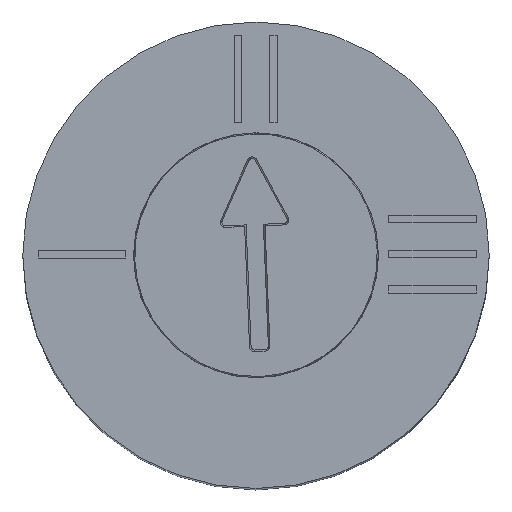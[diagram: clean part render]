
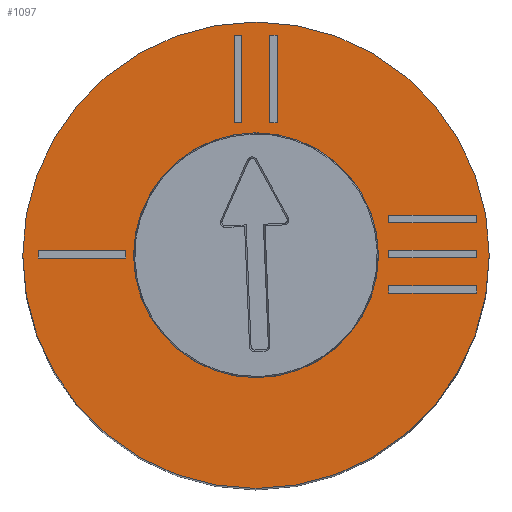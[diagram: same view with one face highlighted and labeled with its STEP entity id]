
A CAD part, top view. The second image highlights one B-rep face of the part: STEP entity #1097.
In plain terms, the highlighted planar face has unit normal (0, 0, 1).
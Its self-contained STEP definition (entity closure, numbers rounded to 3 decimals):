
#30=FACE_BOUND('',#205,.T.);
#31=FACE_BOUND('',#206,.T.);
#32=FACE_BOUND('',#207,.T.);
#33=FACE_BOUND('',#208,.T.);
#34=FACE_BOUND('',#209,.T.);
#35=FACE_BOUND('',#210,.T.);
#36=FACE_BOUND('',#211,.T.);
#56=CIRCLE('',#1225,4.2);
#62=CIRCLE('',#1235,8.);
#138=FACE_OUTER_BOUND('',#204,.T.);
#204=EDGE_LOOP('',(#884));
#205=EDGE_LOOP('',(#885,#886,#887,#888));
#206=EDGE_LOOP('',(#889,#890,#891,#892));
#207=EDGE_LOOP('',(#893,#894,#895,#896));
#208=EDGE_LOOP('',(#897,#898,#899,#900));
#209=EDGE_LOOP('',(#901,#902,#903,#904));
#210=EDGE_LOOP('',(#905,#906,#907,#908));
#211=EDGE_LOOP('',(#909));
#236=LINE('',#1617,#349);
#239=LINE('',#1623,#352);
#242=LINE('',#1629,#355);
#245=LINE('',#1633,#358);
#248=LINE('',#1642,#361);
#251=LINE('',#1648,#364);
#254=LINE('',#1654,#367);
#257=LINE('',#1658,#370);
#260=LINE('',#1667,#373);
#263=LINE('',#1673,#376);
#266=LINE('',#1679,#379);
#269=LINE('',#1683,#382);
#272=LINE('',#1692,#385);
#275=LINE('',#1698,#388);
#278=LINE('',#1704,#391);
#281=LINE('',#1708,#394);
#284=LINE('',#1717,#397);
#287=LINE('',#1723,#400);
#290=LINE('',#1729,#403);
#293=LINE('',#1733,#406);
#296=LINE('',#1742,#409);
#299=LINE('',#1748,#412);
#302=LINE('',#1754,#415);
#305=LINE('',#1758,#418);
#349=VECTOR('',#1289,10.);
#352=VECTOR('',#1294,10.);
#355=VECTOR('',#1299,10.);
#358=VECTOR('',#1304,10.);
#361=VECTOR('',#1311,10.);
#364=VECTOR('',#1316,10.);
#367=VECTOR('',#1321,10.);
#370=VECTOR('',#1326,10.);
#373=VECTOR('',#1333,10.);
#376=VECTOR('',#1338,10.);
#379=VECTOR('',#1343,10.);
#382=VECTOR('',#1348,10.);
#385=VECTOR('',#1355,10.);
#388=VECTOR('',#1360,10.);
#391=VECTOR('',#1365,10.);
#394=VECTOR('',#1370,10.);
#397=VECTOR('',#1377,10.);
#400=VECTOR('',#1382,10.);
#403=VECTOR('',#1387,10.);
#406=VECTOR('',#1392,10.);
#409=VECTOR('',#1399,10.);
#412=VECTOR('',#1404,10.);
#415=VECTOR('',#1409,10.);
#418=VECTOR('',#1414,10.);
#462=VERTEX_POINT('',#1614);
#463=VERTEX_POINT('',#1616);
#465=VERTEX_POINT('',#1622);
#467=VERTEX_POINT('',#1628);
#470=VERTEX_POINT('',#1639);
#471=VERTEX_POINT('',#1641);
#473=VERTEX_POINT('',#1647);
#475=VERTEX_POINT('',#1653);
#478=VERTEX_POINT('',#1664);
#479=VERTEX_POINT('',#1666);
#481=VERTEX_POINT('',#1672);
#483=VERTEX_POINT('',#1678);
#486=VERTEX_POINT('',#1689);
#487=VERTEX_POINT('',#1691);
#489=VERTEX_POINT('',#1697);
#491=VERTEX_POINT('',#1703);
#494=VERTEX_POINT('',#1714);
#495=VERTEX_POINT('',#1716);
#497=VERTEX_POINT('',#1722);
#499=VERTEX_POINT('',#1728);
#502=VERTEX_POINT('',#1739);
#503=VERTEX_POINT('',#1741);
#505=VERTEX_POINT('',#1747);
#507=VERTEX_POINT('',#1753);
#519=VERTEX_POINT('',#1795);
#525=VERTEX_POINT('',#1815);
#561=EDGE_CURVE('',#463,#462,#236,.T.);
#564=EDGE_CURVE('',#465,#463,#239,.T.);
#567=EDGE_CURVE('',#467,#465,#242,.T.);
#570=EDGE_CURVE('',#462,#467,#245,.T.);
#573=EDGE_CURVE('',#471,#470,#248,.T.);
#576=EDGE_CURVE('',#473,#471,#251,.T.);
#579=EDGE_CURVE('',#475,#473,#254,.T.);
#582=EDGE_CURVE('',#470,#475,#257,.T.);
#585=EDGE_CURVE('',#479,#478,#260,.T.);
#588=EDGE_CURVE('',#481,#479,#263,.T.);
#591=EDGE_CURVE('',#483,#481,#266,.T.);
#594=EDGE_CURVE('',#478,#483,#269,.T.);
#597=EDGE_CURVE('',#487,#486,#272,.T.);
#600=EDGE_CURVE('',#489,#487,#275,.T.);
#603=EDGE_CURVE('',#491,#489,#278,.T.);
#606=EDGE_CURVE('',#486,#491,#281,.T.);
#609=EDGE_CURVE('',#495,#494,#284,.T.);
#612=EDGE_CURVE('',#497,#495,#287,.T.);
#615=EDGE_CURVE('',#499,#497,#290,.T.);
#618=EDGE_CURVE('',#494,#499,#293,.T.);
#621=EDGE_CURVE('',#503,#502,#296,.T.);
#624=EDGE_CURVE('',#505,#503,#299,.T.);
#627=EDGE_CURVE('',#507,#505,#302,.T.);
#630=EDGE_CURVE('',#502,#507,#305,.T.);
#647=EDGE_CURVE('',#519,#519,#56,.T.);
#657=EDGE_CURVE('',#525,#525,#62,.T.);
#884=ORIENTED_EDGE('',*,*,#657,.F.);
#885=ORIENTED_EDGE('',*,*,#561,.T.);
#886=ORIENTED_EDGE('',*,*,#570,.T.);
#887=ORIENTED_EDGE('',*,*,#567,.T.);
#888=ORIENTED_EDGE('',*,*,#564,.T.);
#889=ORIENTED_EDGE('',*,*,#573,.T.);
#890=ORIENTED_EDGE('',*,*,#582,.T.);
#891=ORIENTED_EDGE('',*,*,#579,.T.);
#892=ORIENTED_EDGE('',*,*,#576,.T.);
#893=ORIENTED_EDGE('',*,*,#585,.T.);
#894=ORIENTED_EDGE('',*,*,#594,.T.);
#895=ORIENTED_EDGE('',*,*,#591,.T.);
#896=ORIENTED_EDGE('',*,*,#588,.T.);
#897=ORIENTED_EDGE('',*,*,#597,.T.);
#898=ORIENTED_EDGE('',*,*,#606,.T.);
#899=ORIENTED_EDGE('',*,*,#603,.T.);
#900=ORIENTED_EDGE('',*,*,#600,.T.);
#901=ORIENTED_EDGE('',*,*,#609,.T.);
#902=ORIENTED_EDGE('',*,*,#618,.T.);
#903=ORIENTED_EDGE('',*,*,#615,.T.);
#904=ORIENTED_EDGE('',*,*,#612,.T.);
#905=ORIENTED_EDGE('',*,*,#621,.T.);
#906=ORIENTED_EDGE('',*,*,#630,.T.);
#907=ORIENTED_EDGE('',*,*,#627,.T.);
#908=ORIENTED_EDGE('',*,*,#624,.T.);
#909=ORIENTED_EDGE('',*,*,#647,.T.);
#1044=PLANE('',#1236);
#1097=ADVANCED_FACE('',(#138,#30,#31,#32,#33,#34,#35,#36),#1044,.F.);
#1225=AXIS2_PLACEMENT_3D('',#1796,#1460,#1461);
#1235=AXIS2_PLACEMENT_3D('',#1816,#1484,#1485);
#1236=AXIS2_PLACEMENT_3D('',#1818,#1487,#1488);
#1289=DIRECTION('',(1.,0.,0.));
#1294=DIRECTION('',(0.,1.,0.));
#1299=DIRECTION('',(-1.,0.,0.));
#1304=DIRECTION('',(0.,-1.,0.));
#1311=DIRECTION('',(1.,0.,0.));
#1316=DIRECTION('',(0.,1.,0.));
#1321=DIRECTION('',(-1.,0.,0.));
#1326=DIRECTION('',(0.,-1.,0.));
#1333=DIRECTION('',(1.,0.,0.));
#1338=DIRECTION('',(0.,1.,0.));
#1343=DIRECTION('',(-1.,0.,0.));
#1348=DIRECTION('',(0.,-1.,0.));
#1355=DIRECTION('',(0.,-1.,0.));
#1360=DIRECTION('',(1.,0.,0.));
#1365=DIRECTION('',(0.,1.,0.));
#1370=DIRECTION('',(-1.,0.,0.));
#1377=DIRECTION('',(0.,-1.,0.));
#1382=DIRECTION('',(1.,0.,0.));
#1387=DIRECTION('',(0.,1.,0.));
#1392=DIRECTION('',(-1.,0.,0.));
#1399=DIRECTION('',(1.,0.,0.));
#1404=DIRECTION('',(0.,1.,0.));
#1409=DIRECTION('',(-1.,0.,0.));
#1414=DIRECTION('',(0.,-1.,0.));
#1460=DIRECTION('center_axis',(0.,0.,-1.));
#1461=DIRECTION('ref_axis',(1.,0.,0.));
#1484=DIRECTION('center_axis',(0.,0.,-1.));
#1485=DIRECTION('ref_axis',(-1.,0.,0.));
#1487=DIRECTION('center_axis',(0.,0.,-1.));
#1488=DIRECTION('ref_axis',(-1.,0.,0.));
#1614=CARTESIAN_POINT('',(7.563,1.378,33.));
#1616=CARTESIAN_POINT('',(4.555,1.378,33.));
#1617=CARTESIAN_POINT('',(3.782,1.378,33.));
#1622=CARTESIAN_POINT('',(4.555,1.121,33.));
#1623=CARTESIAN_POINT('',(4.555,0.689,33.));
#1628=CARTESIAN_POINT('',(7.563,1.121,33.));
#1629=CARTESIAN_POINT('',(2.278,1.121,33.));
#1633=CARTESIAN_POINT('',(7.563,0.561,33.));
#1639=CARTESIAN_POINT('',(7.563,0.169,33.));
#1641=CARTESIAN_POINT('',(4.555,0.169,33.));
#1642=CARTESIAN_POINT('',(3.782,0.169,33.));
#1647=CARTESIAN_POINT('',(4.555,-0.088,33.));
#1648=CARTESIAN_POINT('',(4.555,0.084,33.));
#1653=CARTESIAN_POINT('',(7.563,-0.088,33.));
#1654=CARTESIAN_POINT('',(2.278,-0.088,33.));
#1658=CARTESIAN_POINT('',(7.563,-0.044,33.));
#1664=CARTESIAN_POINT('',(7.563,-1.041,33.));
#1666=CARTESIAN_POINT('',(4.555,-1.041,33.));
#1667=CARTESIAN_POINT('',(3.782,-1.041,33.));
#1672=CARTESIAN_POINT('',(4.555,-1.298,33.));
#1673=CARTESIAN_POINT('',(4.555,-0.52,33.));
#1678=CARTESIAN_POINT('',(7.563,-1.298,33.));
#1679=CARTESIAN_POINT('',(2.278,-1.298,33.));
#1683=CARTESIAN_POINT('',(7.563,-0.649,33.));
#1689=CARTESIAN_POINT('',(0.726,4.546,33.));
#1691=CARTESIAN_POINT('',(0.726,7.554,33.));
#1692=CARTESIAN_POINT('',(0.726,2.273,33.));
#1697=CARTESIAN_POINT('',(0.469,7.554,33.));
#1698=CARTESIAN_POINT('',(0.363,7.554,33.));
#1703=CARTESIAN_POINT('',(0.469,4.546,33.));
#1704=CARTESIAN_POINT('',(0.469,3.777,33.));
#1708=CARTESIAN_POINT('',(0.234,4.546,33.));
#1714=CARTESIAN_POINT('',(-0.484,4.546,33.));
#1716=CARTESIAN_POINT('',(-0.484,7.554,33.));
#1717=CARTESIAN_POINT('',(-0.484,2.273,33.));
#1722=CARTESIAN_POINT('',(-0.741,7.554,33.));
#1723=CARTESIAN_POINT('',(-0.242,7.554,33.));
#1728=CARTESIAN_POINT('',(-0.741,4.546,33.));
#1729=CARTESIAN_POINT('',(-0.741,3.777,33.));
#1733=CARTESIAN_POINT('',(-0.37,4.546,33.));
#1739=CARTESIAN_POINT('',(-4.46,0.162,33.));
#1741=CARTESIAN_POINT('',(-7.468,0.162,33.));
#1742=CARTESIAN_POINT('',(-2.23,0.162,33.));
#1747=CARTESIAN_POINT('',(-7.468,-0.095,33.));
#1748=CARTESIAN_POINT('',(-7.468,0.081,33.));
#1753=CARTESIAN_POINT('',(-4.46,-0.095,33.));
#1754=CARTESIAN_POINT('',(-3.734,-0.095,33.));
#1758=CARTESIAN_POINT('',(-4.46,-0.047,33.));
#1795=CARTESIAN_POINT('',(-4.2,0.,33.));
#1796=CARTESIAN_POINT('Origin',(0.,0.,33.));
#1815=CARTESIAN_POINT('',(8.,0.,33.));
#1816=CARTESIAN_POINT('Origin',(0.,0.,33.));
#1818=CARTESIAN_POINT('Origin',(0.,0.,33.));
